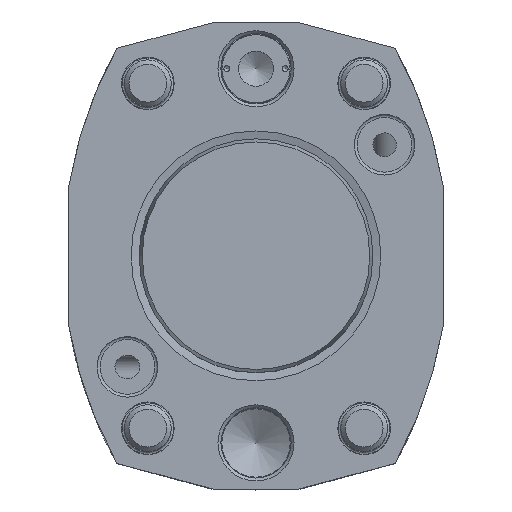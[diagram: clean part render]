
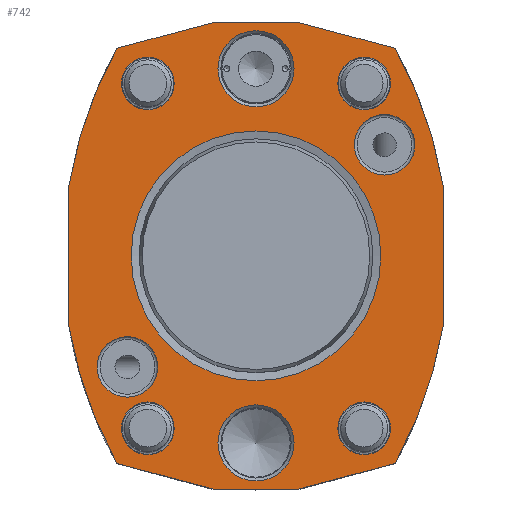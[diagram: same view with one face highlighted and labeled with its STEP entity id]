
A CAD part, top view. The second image highlights one B-rep face of the part: STEP entity #742.
In plain terms, the highlighted planar face has unit normal (0, 0, 1).
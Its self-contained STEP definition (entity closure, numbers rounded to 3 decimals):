
#295=LINE('',#5922,#397);
#297=LINE('',#5926,#399);
#301=LINE('',#5934,#403);
#305=LINE('',#5952,#407);
#309=LINE('',#5960,#411);
#313=LINE('',#5978,#415);
#315=LINE('',#6697,#417);
#316=LINE('',#6703,#418);
#397=VECTOR('',#4059,1.);
#399=VECTOR('',#4063,1.);
#403=VECTOR('',#4069,1.);
#407=VECTOR('',#4075,1.);
#411=VECTOR('',#4081,1.);
#415=VECTOR('',#4087,1.);
#417=VECTOR('',#4121,1.);
#418=VECTOR('',#4124,1.);
#742=ADVANCED_FACE('',(#1061,#1062,#1063,#1064,#1065,#1066,#1067,#1068,
#1069,#1070),#954,.F.);
#954=PLANE('',#3570);
#1061=FACE_BOUND('',#1331,.T.);
#1062=FACE_BOUND('',#1332,.T.);
#1063=FACE_BOUND('',#1333,.T.);
#1064=FACE_BOUND('',#1334,.T.);
#1065=FACE_BOUND('',#1335,.T.);
#1066=FACE_BOUND('',#1336,.T.);
#1067=FACE_BOUND('',#1337,.T.);
#1068=FACE_BOUND('',#1338,.T.);
#1069=FACE_BOUND('',#1339,.T.);
#1070=FACE_BOUND('',#1340,.T.);
#1331=EDGE_LOOP('',(#1876));
#1332=EDGE_LOOP('',(#1877));
#1333=EDGE_LOOP('',(#1878));
#1334=EDGE_LOOP('',(#1879));
#1335=EDGE_LOOP('',(#1880));
#1336=EDGE_LOOP('',(#1881));
#1337=EDGE_LOOP('',(#1882));
#1338=EDGE_LOOP('',(#1883));
#1339=EDGE_LOOP('',(#1884));
#1340=EDGE_LOOP('',(#1885,#1886,#1887,#1888,#1889,#1890,#1891,#1892,#1893,
#1894,#1895,#1896));
#1876=ORIENTED_EDGE('',*,*,#2969,.T.);
#1877=ORIENTED_EDGE('',*,*,#2970,.T.);
#1878=ORIENTED_EDGE('',*,*,#2971,.T.);
#1879=ORIENTED_EDGE('',*,*,#2972,.T.);
#1880=ORIENTED_EDGE('',*,*,#2973,.T.);
#1881=ORIENTED_EDGE('',*,*,#2974,.T.);
#1882=ORIENTED_EDGE('',*,*,#2975,.T.);
#1883=ORIENTED_EDGE('',*,*,#2976,.T.);
#1884=ORIENTED_EDGE('',*,*,#2977,.T.);
#1885=ORIENTED_EDGE('',*,*,#2960,.F.);
#1886=ORIENTED_EDGE('',*,*,#2933,.T.);
#1887=ORIENTED_EDGE('',*,*,#2958,.T.);
#1888=ORIENTED_EDGE('',*,*,#2927,.T.);
#1889=ORIENTED_EDGE('',*,*,#2963,.F.);
#1890=ORIENTED_EDGE('',*,*,#2913,.T.);
#1891=ORIENTED_EDGE('',*,*,#2965,.F.);
#1892=ORIENTED_EDGE('',*,*,#2923,.T.);
#1893=ORIENTED_EDGE('',*,*,#2956,.T.);
#1894=ORIENTED_EDGE('',*,*,#2917,.T.);
#1895=ORIENTED_EDGE('',*,*,#2967,.F.);
#1896=ORIENTED_EDGE('',*,*,#2911,.F.);
#2572=VERTEX_POINT('',#5919);
#2573=VERTEX_POINT('',#5921);
#2574=VERTEX_POINT('',#5925);
#2575=VERTEX_POINT('',#5927);
#2577=VERTEX_POINT('',#5933);
#2578=VERTEX_POINT('',#5935);
#2582=VERTEX_POINT('',#5951);
#2583=VERTEX_POINT('',#5953);
#2585=VERTEX_POINT('',#5959);
#2586=VERTEX_POINT('',#5961);
#2590=VERTEX_POINT('',#5977);
#2591=VERTEX_POINT('',#5979);
#2610=VERTEX_POINT('',#7207);
#2611=VERTEX_POINT('',#7209);
#2612=VERTEX_POINT('',#7211);
#2613=VERTEX_POINT('',#7213);
#2614=VERTEX_POINT('',#7215);
#2615=VERTEX_POINT('',#7217);
#2616=VERTEX_POINT('',#7219);
#2617=VERTEX_POINT('',#7221);
#2618=VERTEX_POINT('',#7223);
#2911=EDGE_CURVE('',#2573,#2572,#295,.T.);
#2913=EDGE_CURVE('',#2575,#2574,#297,.T.);
#2917=EDGE_CURVE('',#2578,#2577,#301,.T.);
#2923=EDGE_CURVE('',#2583,#2582,#305,.T.);
#2927=EDGE_CURVE('',#2586,#2585,#309,.T.);
#2933=EDGE_CURVE('',#2591,#2590,#313,.T.);
#2956=EDGE_CURVE('',#2582,#2578,#315,.T.);
#2958=EDGE_CURVE('',#2590,#2586,#316,.T.);
#2960=EDGE_CURVE('',#2591,#2573,#3287,.T.);
#2963=EDGE_CURVE('',#2575,#2585,#3288,.T.);
#2965=EDGE_CURVE('',#2583,#2574,#3289,.T.);
#2967=EDGE_CURVE('',#2572,#2577,#3290,.T.);
#2969=EDGE_CURVE('',#2610,#2610,#3291,.T.);
#2970=EDGE_CURVE('',#2611,#2611,#3292,.T.);
#2971=EDGE_CURVE('',#2612,#2612,#3293,.T.);
#2972=EDGE_CURVE('',#2613,#2613,#3294,.T.);
#2973=EDGE_CURVE('',#2614,#2614,#3295,.T.);
#2974=EDGE_CURVE('',#2615,#2615,#3296,.T.);
#2975=EDGE_CURVE('',#2616,#2616,#3297,.T.);
#2976=EDGE_CURVE('',#2617,#2617,#3298,.T.);
#2977=EDGE_CURVE('',#2618,#2618,#3299,.T.);
#3287=CIRCLE('',#3553,73.);
#3288=CIRCLE('',#3555,73.);
#3289=CIRCLE('',#3557,73.);
#3290=CIRCLE('',#3559,73.);
#3291=CIRCLE('',#3561,5.178);
#3292=CIRCLE('',#3562,5.178);
#3293=CIRCLE('',#3563,6.505);
#3294=CIRCLE('',#3564,6.505);
#3295=CIRCLE('',#3565,4.5);
#3296=CIRCLE('',#3566,4.5);
#3297=CIRCLE('',#3567,4.5);
#3298=CIRCLE('',#3568,4.5);
#3299=CIRCLE('',#3569,21.366);
#3553=AXIS2_PLACEMENT_3D('',#6706,#4128,#4129);
#3555=AXIS2_PLACEMENT_3D('',#6768,#4133,#4134);
#3557=AXIS2_PLACEMENT_3D('',#6771,#4138,#4139);
#3559=AXIS2_PLACEMENT_3D('',#6774,#4143,#4144);
#3561=AXIS2_PLACEMENT_3D('',#7206,#4148,#4149);
#3562=AXIS2_PLACEMENT_3D('',#7208,#4150,#4151);
#3563=AXIS2_PLACEMENT_3D('',#7210,#4152,#4153);
#3564=AXIS2_PLACEMENT_3D('',#7212,#4154,#4155);
#3565=AXIS2_PLACEMENT_3D('',#7214,#4156,#4157);
#3566=AXIS2_PLACEMENT_3D('',#7216,#4158,#4159);
#3567=AXIS2_PLACEMENT_3D('',#7218,#4160,#4161);
#3568=AXIS2_PLACEMENT_3D('',#7220,#4162,#4163);
#3569=AXIS2_PLACEMENT_3D('',#7222,#4164,#4165);
#3570=AXIS2_PLACEMENT_3D('',#7224,#4166,#4167);
#4059=DIRECTION('',(0.,1.,0.));
#4063=DIRECTION('',(0.,1.,0.));
#4069=DIRECTION('',(-0.966,-0.259,0.));
#4075=DIRECTION('',(-0.966,0.259,0.));
#4081=DIRECTION('',(0.966,0.259,0.));
#4087=DIRECTION('',(0.966,-0.259,0.));
#4121=DIRECTION('',(-1.,0.,0.));
#4124=DIRECTION('',(1.,0.,0.));
#4128=DIRECTION('',(0.,0.,-1.));
#4129=DIRECTION('',(1.,0.,0.));
#4133=DIRECTION('',(0.,0.,-1.));
#4134=DIRECTION('',(1.,0.,0.));
#4138=DIRECTION('',(0.,0.,-1.));
#4139=DIRECTION('',(1.,0.,0.));
#4143=DIRECTION('',(0.,0.,-1.));
#4144=DIRECTION('',(1.,0.,0.));
#4148=DIRECTION('',(0.,0.,-1.));
#4149=DIRECTION('',(1.,0.,0.));
#4150=DIRECTION('',(0.,0.,-1.));
#4151=DIRECTION('',(-1.,0.,0.));
#4152=DIRECTION('',(0.,0.,-1.));
#4153=DIRECTION('',(1.,0.,0.));
#4154=DIRECTION('',(0.,0.,-1.));
#4155=DIRECTION('',(1.,0.,0.));
#4156=DIRECTION('',(0.,0.,-1.));
#4157=DIRECTION('',(1.,0.,0.));
#4158=DIRECTION('',(0.,0.,-1.));
#4159=DIRECTION('',(1.,0.,0.));
#4160=DIRECTION('',(0.,0.,-1.));
#4161=DIRECTION('',(1.,0.,0.));
#4162=DIRECTION('',(0.,0.,-1.));
#4163=DIRECTION('',(1.,0.,0.));
#4164=DIRECTION('',(0.,0.,-1.));
#4165=DIRECTION('',(1.,0.,0.));
#4166=DIRECTION('',(0.,0.,-1.));
#4167=DIRECTION('',(-1.,0.,0.));
#5919=CARTESIAN_POINT('',(-32.,12.042,0.));
#5921=CARTESIAN_POINT('',(-32.,-12.042,0.));
#5922=CARTESIAN_POINT('',(-32.,46.,0.));
#5925=CARTESIAN_POINT('',(32.,12.042,0.));
#5926=CARTESIAN_POINT('',(32.,46.,0.));
#5927=CARTESIAN_POINT('',(32.,-12.042,0.));
#5933=CARTESIAN_POINT('',(-23.785,35.502,0.));
#5934=CARTESIAN_POINT('',(-31.148,33.53,0.));
#5935=CARTESIAN_POINT('',(-7.,40.,0.));
#5951=CARTESIAN_POINT('',(7.,40.,0.));
#5952=CARTESIAN_POINT('',(31.148,33.53,0.));
#5953=CARTESIAN_POINT('',(23.785,35.502,0.));
#5959=CARTESIAN_POINT('',(23.785,-35.502,0.));
#5960=CARTESIAN_POINT('',(31.148,-33.53,0.));
#5961=CARTESIAN_POINT('',(7.,-40.,0.));
#5977=CARTESIAN_POINT('',(-7.,-40.,0.));
#5978=CARTESIAN_POINT('',(-31.148,-33.53,0.));
#5979=CARTESIAN_POINT('',(-23.785,-35.502,0.));
#6697=CARTESIAN_POINT('',(5.5,40.,0.));
#6703=CARTESIAN_POINT('',(5.5,-40.,0.));
#6706=CARTESIAN_POINT('',(40.,0.,0.));
#6768=CARTESIAN_POINT('',(-40.,0.,0.));
#6771=CARTESIAN_POINT('',(-40.,0.,0.));
#6774=CARTESIAN_POINT('',(40.,0.,0.));
#7206=CARTESIAN_POINT('',(-22.,-19.,0.));
#7207=CARTESIAN_POINT('',(-16.823,-19.,0.));
#7208=CARTESIAN_POINT('',(22.,19.,0.));
#7209=CARTESIAN_POINT('',(16.823,19.,0.));
#7210=CARTESIAN_POINT('',(0.,-32.,0.));
#7211=CARTESIAN_POINT('',(6.504,-32.,0.));
#7212=CARTESIAN_POINT('',(0.,32.,0.));
#7213=CARTESIAN_POINT('',(6.504,32.,0.));
#7214=CARTESIAN_POINT('',(-18.5,-29.5,0.));
#7215=CARTESIAN_POINT('',(-14.,-29.5,0.));
#7216=CARTESIAN_POINT('',(18.5,-29.5,0.));
#7217=CARTESIAN_POINT('',(23.,-29.5,0.));
#7218=CARTESIAN_POINT('',(18.5,29.5,0.));
#7219=CARTESIAN_POINT('',(23.,29.5,0.));
#7220=CARTESIAN_POINT('',(-18.5,29.5,0.));
#7221=CARTESIAN_POINT('',(-14.,29.5,0.));
#7222=CARTESIAN_POINT('',(0.,0.,0.));
#7223=CARTESIAN_POINT('',(21.366,0.,0.));
#7224=CARTESIAN_POINT('',(0.,0.,0.));
